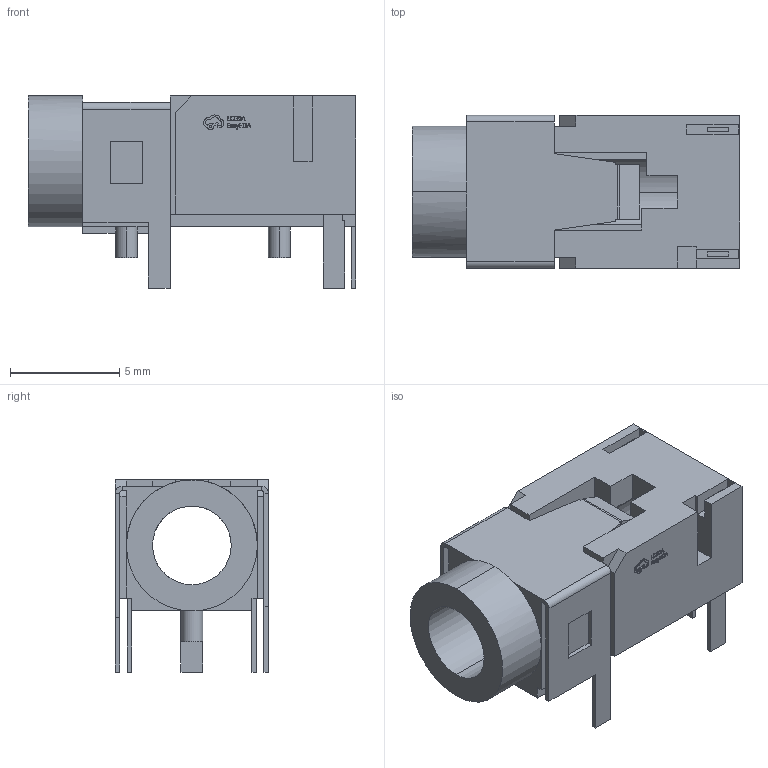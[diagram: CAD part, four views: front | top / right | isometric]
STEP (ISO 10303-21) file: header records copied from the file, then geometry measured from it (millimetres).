
FILE_DESCRIPTION (( 'STEP AP214' ), '1' );
FILE_NAME ('AUDIO-TH_PJ-3220-Y.step', '2022-06-16T10:41:11', ( '' ), ( '' ), 'SwSTEP 2.0', 'SolidWorks 2020', '' );
FILE_SCHEMA (( 'AUTOMOTIVE_DESIGN' ));
Length unit declared in the file: millimetre
Products named in the file (1): AUDIO-TH_PJ-3220-Y
Bounding box: 15 x 7.01 x 8.8 mm (x, y, z)
Volume: 389.9 mm3; surface area: 795.6 mm2
Topology: 4 solids, 4 shells, 434 faces, 1154 edges, 755 vertices
Faces by surface type: plane 306, bspline 112, cylinder 16
Entity records: 19341 total; most frequent: CARTESIAN_POINT 4448, ORIENTED_EDGE 2308, DIRECTION 1616, EDGE_CURVE 1154, VECTOR 882, LINE 882, VERTEX_POINT 755, EDGE_LOOP 469
